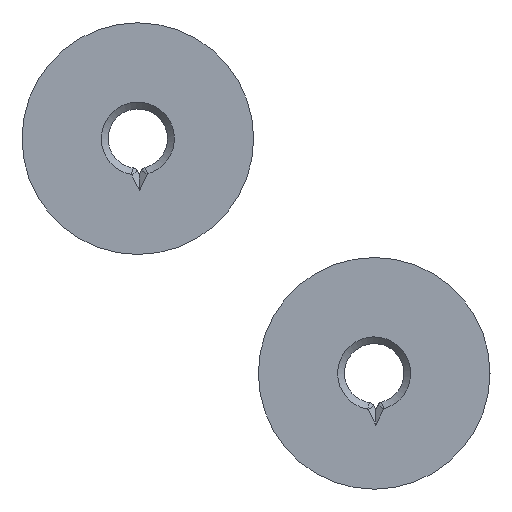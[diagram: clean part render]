
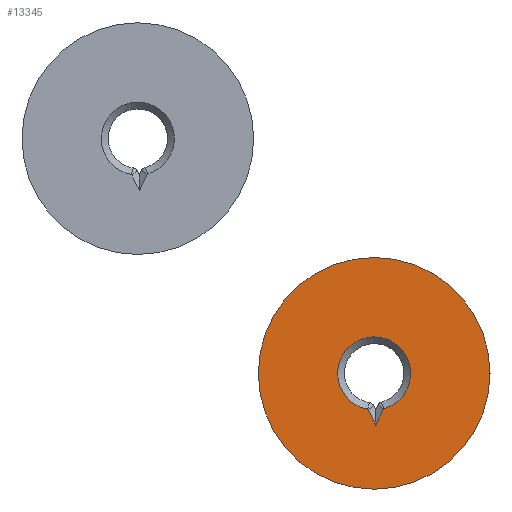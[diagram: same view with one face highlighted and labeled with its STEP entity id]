
A CAD part, left-side view. The second image highlights one B-rep face of the part: STEP entity #13345.
In plain terms, the highlighted planar face has unit normal (-1, 0, 0).
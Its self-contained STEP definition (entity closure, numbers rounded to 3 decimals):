
#460=FACE_BOUND('',#3381,.T.);
#474=LINE('',#19427,#1552);
#475=LINE('',#19429,#1553);
#1552=VECTOR('',#15526,10.);
#1553=VECTOR('',#15527,10.);
#2629=FACE_OUTER_BOUND('',#3380,.T.);
#3380=EDGE_LOOP('',(#8743));
#3381=EDGE_LOOP('',(#8744,#8745,#8746,#8747,#8748));
#4146=CIRCLE('',#14116,10.219);
#4147=CIRCLE('',#14117,3.22);
#4867=B_SPLINE_CURVE_WITH_KNOTS('',3,(#19410,#19411,#19412,#19413,#19414,
#19415,#19416,#19417,#19418,#19419,#19420,#19421,#19422,#19423,#19424,#19425),
 .UNSPECIFIED.,.F.,.F.,(4,3,3,3,3,4),(0.,0.002,
0.003,0.005,0.006,0.006),
 .UNSPECIFIED.);
#4868=B_SPLINE_CURVE_WITH_KNOTS('',3,(#19430,#19431,#19432,#19433,#19434,
#19435,#19436,#19437,#19438,#19439,#19440,#19441,#19442,#19443,#19444,#19445,
#19446,#19447,#19448),.UNSPECIFIED.,.F.,.F.,(4,3,3,3,3,3,4),(0.,0.002,
0.003,0.004,0.005,0.006,
0.007),.UNSPECIFIED.);
#5196=VERTEX_POINT('',#19404);
#5197=VERTEX_POINT('',#19406);
#5198=VERTEX_POINT('',#19407);
#5199=VERTEX_POINT('',#19409);
#5200=VERTEX_POINT('',#19426);
#5201=VERTEX_POINT('',#19428);
#6601=EDGE_CURVE('',#5196,#5196,#4146,.T.);
#6602=EDGE_CURVE('',#5197,#5198,#4147,.T.);
#6603=EDGE_CURVE('',#5199,#5197,#4867,.T.);
#6604=EDGE_CURVE('',#5200,#5199,#474,.F.);
#6605=EDGE_CURVE('',#5201,#5200,#475,.F.);
#6606=EDGE_CURVE('',#5198,#5201,#4868,.T.);
#8743=ORIENTED_EDGE('',*,*,#6601,.F.);
#8744=ORIENTED_EDGE('',*,*,#6602,.F.);
#8745=ORIENTED_EDGE('',*,*,#6603,.F.);
#8746=ORIENTED_EDGE('',*,*,#6604,.F.);
#8747=ORIENTED_EDGE('',*,*,#6605,.F.);
#8748=ORIENTED_EDGE('',*,*,#6606,.F.);
#13019=PLANE('',#14115);
#13345=ADVANCED_FACE('',(#2629,#460),#13019,.F.);
#14115=AXIS2_PLACEMENT_3D('',#19403,#15520,#15521);
#14116=AXIS2_PLACEMENT_3D('',#19405,#15522,#15523);
#14117=AXIS2_PLACEMENT_3D('',#19408,#15524,#15525);
#15520=DIRECTION('center_axis',(1.,0.,0.));
#15521=DIRECTION('ref_axis',(0.,0.,
1.));
#15522=DIRECTION('center_axis',(1.,0.,0.));
#15523=DIRECTION('ref_axis',(0.,0.,
1.));
#15524=DIRECTION('center_axis',(-1.,0.,0.));
#15525=DIRECTION('ref_axis',(0.,0.064,-0.998));
#15526=DIRECTION('',(0.,0.424,-0.905));
#15527=DIRECTION('',(0.,0.455,0.891));
#19403=CARTESIAN_POINT('Origin',(-48.143,4.17,30.253));
#19404=CARTESIAN_POINT('',(-48.143,4.17,20.034));
#19405=CARTESIAN_POINT('Origin',(-48.143,4.17,30.253));
#19406=CARTESIAN_POINT('',(-48.143,3.302,27.152));
#19407=CARTESIAN_POINT('',(-48.143,4.761,27.088));
#19408=CARTESIAN_POINT('Origin',(-48.143,4.17,30.253));
#19409=CARTESIAN_POINT('',(-48.143,3.349,27.113));
#19410=CARTESIAN_POINT('Ctrl Pts',(-48.143,3.349,27.113));
#19411=CARTESIAN_POINT('Ctrl Pts',(-48.143,3.346,27.118));
#19412=CARTESIAN_POINT('Ctrl Pts',(-48.143,3.344,27.122));
#19413=CARTESIAN_POINT('Ctrl Pts',(-48.143,3.34,27.126));
#19414=CARTESIAN_POINT('Ctrl Pts',(-48.143,3.338,27.13));
#19415=CARTESIAN_POINT('Ctrl Pts',(-48.143,3.335,27.133));
#19416=CARTESIAN_POINT('Ctrl Pts',(-48.143,3.331,27.136));
#19417=CARTESIAN_POINT('Ctrl Pts',(-48.143,3.327,27.14));
#19418=CARTESIAN_POINT('Ctrl Pts',(-48.143,3.322,27.143));
#19419=CARTESIAN_POINT('Ctrl Pts',(-48.143,3.318,27.146));
#19420=CARTESIAN_POINT('Ctrl Pts',(-48.143,3.313,27.148));
#19421=CARTESIAN_POINT('Ctrl Pts',(-48.143,3.308,27.15));
#19422=CARTESIAN_POINT('Ctrl Pts',(-48.143,3.304,27.152));
#19423=CARTESIAN_POINT('Ctrl Pts',(-48.143,3.303,27.152));
#19424=CARTESIAN_POINT('Ctrl Pts',(-48.143,3.303,27.152));
#19425=CARTESIAN_POINT('Ctrl Pts',(-48.143,3.302,27.152));
#19426=CARTESIAN_POINT('',(-48.143,4.016,25.69));
#19427=CARTESIAN_POINT('',(-48.143,2.591,28.729));
#19428=CARTESIAN_POINT('',(-48.143,4.709,27.049));
#19429=CARTESIAN_POINT('',(-48.143,5.639,28.871));
#19430=CARTESIAN_POINT('Ctrl Pts',(-48.143,4.761,27.088));
#19431=CARTESIAN_POINT('Ctrl Pts',(-48.143,4.756,27.087));
#19432=CARTESIAN_POINT('Ctrl Pts',(-48.143,4.751,27.085));
#19433=CARTESIAN_POINT('Ctrl Pts',(-48.143,4.746,27.083));
#19434=CARTESIAN_POINT('Ctrl Pts',(-48.143,4.742,27.082));
#19435=CARTESIAN_POINT('Ctrl Pts',(-48.143,4.738,27.08));
#19436=CARTESIAN_POINT('Ctrl Pts',(-48.143,4.734,27.077));
#19437=CARTESIAN_POINT('Ctrl Pts',(-48.143,4.732,27.075));
#19438=CARTESIAN_POINT('Ctrl Pts',(-48.143,4.729,27.074));
#19439=CARTESIAN_POINT('Ctrl Pts',(-48.143,4.727,27.072));
#19440=CARTESIAN_POINT('Ctrl Pts',(-48.143,4.724,27.069));
#19441=CARTESIAN_POINT('Ctrl Pts',(-48.143,4.722,27.067));
#19442=CARTESIAN_POINT('Ctrl Pts',(-48.143,4.72,27.065));
#19443=CARTESIAN_POINT('Ctrl Pts',(-48.143,4.716,27.061));
#19444=CARTESIAN_POINT('Ctrl Pts',(-48.143,4.713,27.056));
#19445=CARTESIAN_POINT('Ctrl Pts',(-48.143,4.711,27.052));
#19446=CARTESIAN_POINT('Ctrl Pts',(-48.143,4.71,27.051));
#19447=CARTESIAN_POINT('Ctrl Pts',(-48.143,4.71,27.05));
#19448=CARTESIAN_POINT('Ctrl Pts',(-48.143,4.709,27.049));
